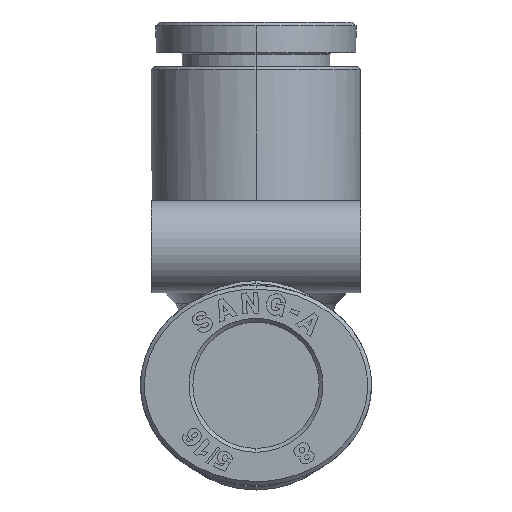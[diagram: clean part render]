
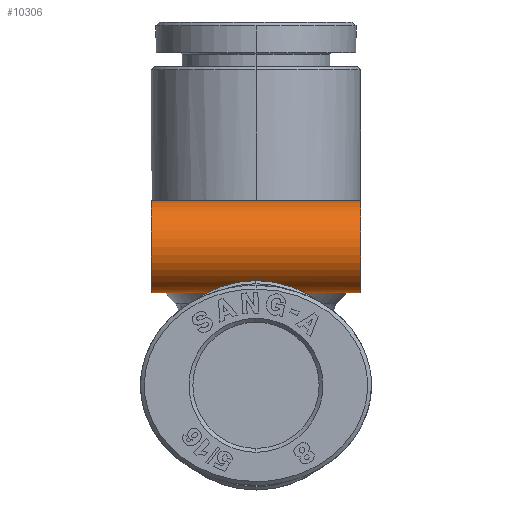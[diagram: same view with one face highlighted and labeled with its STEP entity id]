
A CAD part, left-side view. The second image highlights one B-rep face of the part: STEP entity #10306.
In plain terms, the highlighted cylindrical face has radius 3 mm (diameter 6 mm), a partial arc.
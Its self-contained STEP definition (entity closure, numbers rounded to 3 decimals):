
#76 = CARTESIAN_POINT ( 'NONE',  ( -9., -6.8, 8.95 ) ) ;
#148 = CIRCLE ( 'NONE', #29462, 3. ) ;
#629 = CARTESIAN_POINT ( 'NONE',  ( -9.851, 2.968, 6.069 ) ) ;
#1062 = CYLINDRICAL_SURFACE ( 'NONE', #22373, 3. ) ;
#1140 = CARTESIAN_POINT ( 'NONE',  ( -9., -3.2, 5.95 ) ) ;
#1182 = CARTESIAN_POINT ( 'NONE',  ( -10.462, 2.364, 6.328 ) ) ;
#2988 = EDGE_CURVE ( 'NONE', #13941, #14509, #9589, .T. ) ;
#3998 = CARTESIAN_POINT ( 'NONE',  ( -10.879, -1.417, 6.61 ) ) ;
#4170 = CARTESIAN_POINT ( 'NONE',  ( -10.13, 2.757, 6.167 ) ) ;
#6120 = EDGE_CURVE ( 'NONE', #6500, #41300, #148, .T. ) ;
#6500 = VERTEX_POINT ( 'NONE', #6980 ) ;
#6980 = CARTESIAN_POINT ( 'NONE',  ( -9., 6.8, 11.95 ) ) ;
#7183 = CARTESIAN_POINT ( 'NONE',  ( -9.182, 3.2, 5.95 ) ) ;
#7311 = DIRECTION ( 'NONE',  ( 0., 1., 0. ) ) ;
#7595 = CARTESIAN_POINT ( 'NONE',  ( -10.881, 1.408, 6.612 ) ) ;
#7694 = CARTESIAN_POINT ( 'NONE',  ( -10.461, -2.364, 6.327 ) ) ;
#7738 = CARTESIAN_POINT ( 'NONE',  ( -9., 3.2, 5.95 ) ) ;
#8567 = EDGE_LOOP ( 'NONE', ( #41187, #34644, #8625, #35634, #40067, #12985, #12892 ) ) ;
#8625 = ORIENTED_EDGE ( 'NONE', *, *, #32047, .T. ) ;
#8988 = VERTEX_POINT ( 'NONE', #22781 ) ;
#9589 = LINE ( 'NONE', #16767, #12638 ) ;
#9912 = DIRECTION ( 'NONE',  ( 0., 1., 0. ) ) ;
#10306 = ADVANCED_FACE ( 'NONE', ( #13298 ), #1062, .T. ) ;
#10321 = EDGE_CURVE ( 'NONE', #14120, #15910, #35062, .T. ) ;
#10500 = EDGE_CURVE ( 'NONE', #15910, #41300, #32596, .T. ) ;
#10528 = CARTESIAN_POINT ( 'NONE',  ( -11.04, 0., 6.75 ) ) ;
#10553 = CARTESIAN_POINT ( 'NONE',  ( -11.01, -0.717, 6.721 ) ) ;
#10692 = CARTESIAN_POINT ( 'NONE',  ( -10.781, -1.75, 6.529 ) ) ;
#10818 = CARTESIAN_POINT ( 'NONE',  ( -9.695, -3.053, 6.027 ) ) ;
#10954 = CARTESIAN_POINT ( 'NONE',  ( -9.852, -2.967, 6.07 ) ) ;
#11289 = B_SPLINE_CURVE_WITH_KNOTS ( 'NONE', 3,
 ( #1140, #30036, #40216, #10818, #10954, #23881, #20475, #7694, #40085, #10692, #3998, #10553, #13936, #36414 ),
 .UNSPECIFIED., .F., .F.,
 ( 4, 2, 2, 2, 2, 2, 4 ),
 ( -0.004, -0.004, -0.003, -0.003, -0.002, -0.001, 0. ),
 .UNSPECIFIED. ) ;
#12638 = VECTOR ( 'NONE', #20042, 1000. ) ;
#12892 = ORIENTED_EDGE ( 'NONE', *, *, #29581, .F. ) ;
#12985 = ORIENTED_EDGE ( 'NONE', *, *, #10321, .F. ) ;
#13298 = FACE_OUTER_BOUND ( 'NONE', #8567, .T. ) ;
#13936 = CARTESIAN_POINT ( 'NONE',  ( -11.04, -0.361, 6.75 ) ) ;
#13941 = VERTEX_POINT ( 'NONE', #25018 ) ;
#14120 = VERTEX_POINT ( 'NONE', #10528 ) ;
#14509 = VERTEX_POINT ( 'NONE', #29611 ) ;
#15910 = VERTEX_POINT ( 'NONE', #31359 ) ;
#16767 = CARTESIAN_POINT ( 'NONE',  ( -9., 0., 5.95 ) ) ;
#16957 = CARTESIAN_POINT ( 'NONE',  ( -9.697, 3.052, 6.027 ) ) ;
#17810 = DIRECTION ( 'NONE',  ( 0., -1., 0. ) ) ;
#20042 = DIRECTION ( 'NONE',  ( 0., 1., 0. ) ) ;
#20094 = CARTESIAN_POINT ( 'NONE',  ( -10.553, 2.215, 6.381 ) ) ;
#20475 = CARTESIAN_POINT ( 'NONE',  ( -10.251, -2.634, 6.221 ) ) ;
#20650 = DIRECTION ( 'NONE',  ( 0., 0., 1. ) ) ;
#20658 = DIRECTION ( 'NONE',  ( 0., 0., 1. ) ) ;
#20785 = EDGE_CURVE ( 'NONE', #13941, #8988, #41835, .T. ) ;
#22373 = AXIS2_PLACEMENT_3D ( 'NONE', #33306, #7311, #20658 ) ;
#22781 = CARTESIAN_POINT ( 'NONE',  ( -9., -6.8, 11.95 ) ) ;
#23369 = CARTESIAN_POINT ( 'NONE',  ( -11.01, 0.715, 6.721 ) ) ;
#23458 = VECTOR ( 'NONE', #38261, 1000. ) ;
#23507 = CARTESIAN_POINT ( 'NONE',  ( -11.04, 0., 6.75 ) ) ;
#23646 = CARTESIAN_POINT ( 'NONE',  ( -10.251, 2.635, 6.221 ) ) ;
#23881 = CARTESIAN_POINT ( 'NONE',  ( -10.129, -2.758, 6.167 ) ) ;
#24018 = CARTESIAN_POINT ( 'NONE',  ( -9., 6.8, 5.95 ) ) ;
#25018 = CARTESIAN_POINT ( 'NONE',  ( -9., -6.8, 5.95 ) ) ;
#26100 = DIRECTION ( 'NONE',  ( 0., 0., 1. ) ) ;
#26942 = CARTESIAN_POINT ( 'NONE',  ( -9.358, 3.17, 5.966 ) ) ;
#28199 = CARTESIAN_POINT ( 'NONE',  ( -9., 0., 5.95 ) ) ;
#29462 = AXIS2_PLACEMENT_3D ( 'NONE', #33580, #17810, #20650 ) ;
#29581 = EDGE_CURVE ( 'NONE', #14509, #14120, #11289, .T. ) ;
#29611 = CARTESIAN_POINT ( 'NONE',  ( -9., -3.2, 5.95 ) ) ;
#30036 = CARTESIAN_POINT ( 'NONE',  ( -9.179, -3.2, 5.95 ) ) ;
#30333 = AXIS2_PLACEMENT_3D ( 'NONE', #76, #9912, #26100 ) ;
#31050 = DIRECTION ( 'NONE',  ( 0., 1., 0. ) ) ;
#31359 = CARTESIAN_POINT ( 'NONE',  ( -9., 3.2, 5.95 ) ) ;
#32047 = EDGE_CURVE ( 'NONE', #8988, #6500, #33747, .T. ) ;
#32596 = LINE ( 'NONE', #28199, #23458 ) ;
#33306 = CARTESIAN_POINT ( 'NONE',  ( -9., 0., 8.95 ) ) ;
#33580 = CARTESIAN_POINT ( 'NONE',  ( -9., 6.8, 8.95 ) ) ;
#33585 = CARTESIAN_POINT ( 'NONE',  ( -10.781, 1.75, 6.529 ) ) ;
#33703 = CARTESIAN_POINT ( 'NONE',  ( -9., 0., 11.95 ) ) ;
#33747 = LINE ( 'NONE', #33703, #41365 ) ;
#34644 = ORIENTED_EDGE ( 'NONE', *, *, #20785, .T. ) ;
#35062 = B_SPLINE_CURVE_WITH_KNOTS ( 'NONE', 3,
 ( #23507, #39567, #23369, #7595, #33585, #20094, #1182, #23646, #4170, #629, #16957, #26942, #7183, #7738 ),
 .UNSPECIFIED., .F., .F.,
 ( 4, 2, 2, 2, 2, 2, 4 ),
 ( 0., 0.001, 0.002, 0.003, 0.003, 0.004, 0.004 ),
 .UNSPECIFIED. ) ;
#35634 = ORIENTED_EDGE ( 'NONE', *, *, #6120, .T. ) ;
#36414 = CARTESIAN_POINT ( 'NONE',  ( -11.04, 0., 6.75 ) ) ;
#38261 = DIRECTION ( 'NONE',  ( 0., 1., 0. ) ) ;
#39567 = CARTESIAN_POINT ( 'NONE',  ( -11.04, 0.361, 6.75 ) ) ;
#40067 = ORIENTED_EDGE ( 'NONE', *, *, #10500, .F. ) ;
#40085 = CARTESIAN_POINT ( 'NONE',  ( -10.551, -2.217, 6.381 ) ) ;
#40216 = CARTESIAN_POINT ( 'NONE',  ( -9.36, -3.169, 5.967 ) ) ;
#41187 = ORIENTED_EDGE ( 'NONE', *, *, #2988, .F. ) ;
#41300 = VERTEX_POINT ( 'NONE', #24018 ) ;
#41365 = VECTOR ( 'NONE', #31050, 1000. ) ;
#41835 = CIRCLE ( 'NONE', #30333, 3. ) ;
